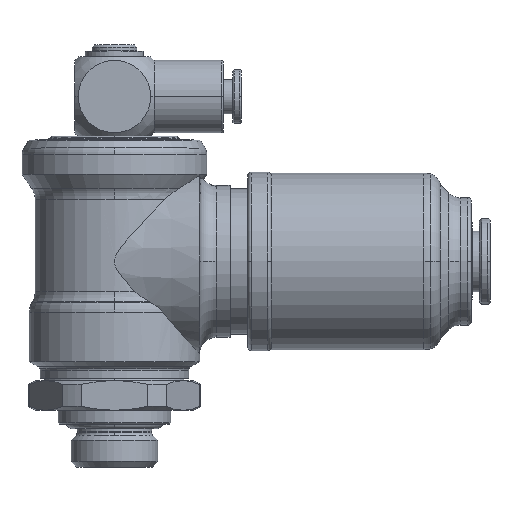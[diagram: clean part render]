
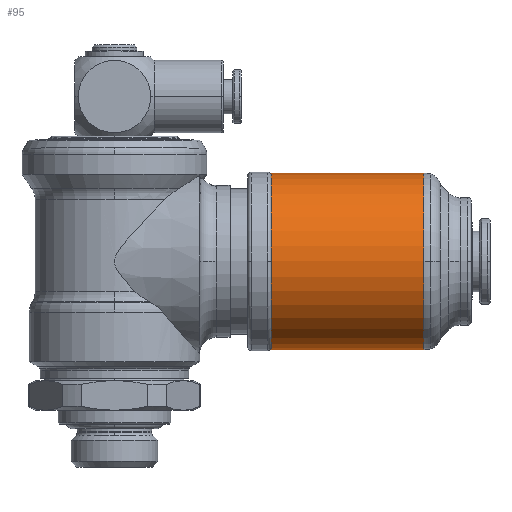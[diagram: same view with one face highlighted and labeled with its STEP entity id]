
A CAD part, top view. The second image highlights one B-rep face of the part: STEP entity #95.
In plain terms, the highlighted cylindrical face has radius 13.35 mm (diameter 26.7 mm), a partial arc.
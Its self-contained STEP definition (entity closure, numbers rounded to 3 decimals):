
#95=ADVANCED_FACE('',(#336),#337,.T.);
#336=FACE_OUTER_BOUND('',#743,.T.);
#337=CYLINDRICAL_SURFACE('',#744,13.35);
#743=EDGE_LOOP('',(#1445,#1446,#1447,#1448,#1449));
#744=AXIS2_PLACEMENT_3D('',#1450,#1451,#1452);
#1445=ORIENTED_EDGE('',*,*,#2790,.F.);
#1446=ORIENTED_EDGE('',*,*,#2791,.T.);
#1447=ORIENTED_EDGE('',*,*,#2792,.F.);
#1448=ORIENTED_EDGE('',*,*,#2793,.F.);
#1449=ORIENTED_EDGE('',*,*,#2788,.F.);
#1450=CARTESIAN_POINT('',(35.275,31.15,0.0));
#1451=DIRECTION('',(1.0,0.0,0.0));
#1452=DIRECTION('',(0.0,1.0,0.0));
#2788=EDGE_CURVE('',#3437,#3439,#3440,.T.);
#2790=EDGE_CURVE('',#3442,#3437,#3443,.T.);
#2791=EDGE_CURVE('',#3442,#3444,#3445,.T.);
#2792=EDGE_CURVE('',#3446,#3444,#3447,.T.);
#2793=EDGE_CURVE('',#3439,#3446,#3448,.T.);
#3437=VERTEX_POINT('',#4445);
#3439=VERTEX_POINT('',#4447);
#3440=CIRCLE('',#4448,13.35);
#3442=VERTEX_POINT('',#4450);
#3443=LINE('',#4451,#4452);
#3444=VERTEX_POINT('',#4453);
#3445=CIRCLE('',#4454,13.35);
#3446=VERTEX_POINT('',#4455);
#3447=LINE('',#4456,#4457);
#3448=CIRCLE('',#4458,13.35);
#4445=CARTESIAN_POINT('',(46.85,44.5,0.0));
#4447=CARTESIAN_POINT('',(46.85,31.15,13.35));
#4448=AXIS2_PLACEMENT_3D('',#5861,#5862,#5863);
#4450=CARTESIAN_POINT('',(23.7,44.5,0.0));
#4451=CARTESIAN_POINT('',(35.275,44.5,0.));
#4452=VECTOR('',#5867,1.0);
#4453=CARTESIAN_POINT('',(23.7,17.8,0.));
#4454=AXIS2_PLACEMENT_3D('',#5868,#5869,#5870);
#4455=CARTESIAN_POINT('',(46.85,17.8,0.));
#4456=CARTESIAN_POINT('',(35.275,17.8,0.));
#4457=VECTOR('',#5871,1.0);
#4458=AXIS2_PLACEMENT_3D('',#5872,#5873,#5874);
#5861=CARTESIAN_POINT('',(46.85,31.15,0.0));
#5862=DIRECTION('',(1.0,0.0,0.0));
#5863=DIRECTION('',(0.0,1.0,0.0));
#5867=DIRECTION('',(1.0,0.0,0.0));
#5868=CARTESIAN_POINT('',(23.7,31.15,0.0));
#5869=DIRECTION('',(1.0,0.0,0.0));
#5870=DIRECTION('',(0.0,1.0,0.0));
#5871=DIRECTION('',(-1.0,-0.0,-0.0));
#5872=CARTESIAN_POINT('',(46.85,31.15,0.0));
#5873=DIRECTION('',(1.0,0.0,0.0));
#5874=DIRECTION('',(0.0,1.0,0.0));
